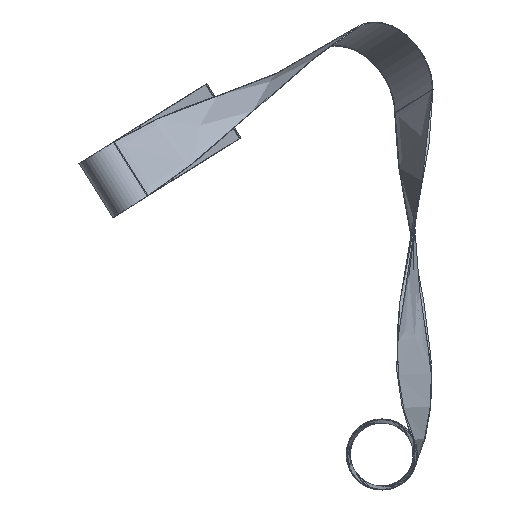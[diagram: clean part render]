
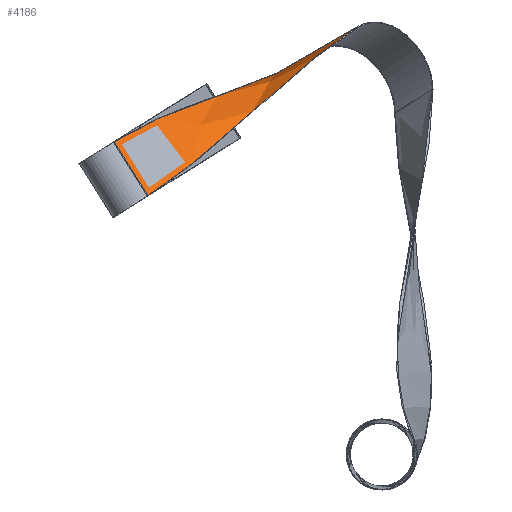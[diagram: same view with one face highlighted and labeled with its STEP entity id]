
A CAD part, left-side view. The second image highlights one B-rep face of the part: STEP entity #4186.
In plain terms, the highlighted free-form (B-spline) face has degree [3, 3] with [5, 4] control points.
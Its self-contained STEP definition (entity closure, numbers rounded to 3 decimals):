
#115 = CARTESIAN_POINT ( 'NONE',  ( 1032.076, 205.562, 378.612 ) ) ;
#137 = CARTESIAN_POINT ( 'NONE',  ( 1032.076, 247.987, 446.436 ) ) ;
#228 = VERTEX_POINT ( 'NONE', #1493 ) ;
#241 = FACE_OUTER_BOUND ( 'NONE', #544, .T. ) ;
#273 = CARTESIAN_POINT ( 'NONE',  ( 931.477, 335.427, 391.741 ) ) ;
#285 = CARTESIAN_POINT ( 'NONE',  ( 1160.114, 164.923, 451.802 ) ) ;
#301 = CARTESIAN_POINT ( 'NONE',  ( 1212.989, 38.018, 531.182 ) ) ;
#385 = ORIENTED_EDGE ( 'NONE', *, *, #1000, .T. ) ;
#420 = LINE ( 'NONE', #1907, #1724 ) ;
#544 = EDGE_LOOP ( 'NONE', ( #5116, #1895, #385, #3634 ) ) ;
#622 = CARTESIAN_POINT ( 'NONE',  ( 1203.444, 30.125, 536.119 ) ) ;
#774 = CARTESIAN_POINT ( 'NONE',  ( 931.477, 328.356, 380.437 ) ) ;
#790 = CARTESIAN_POINT ( 'NONE',  ( 1032.076, 205.562, 378.612 ) ) ;
#1000 = EDGE_CURVE ( 'NONE', #228, #4182, #420, .T. ) ;
#1257 = CARTESIAN_POINT ( 'NONE',  ( 1150.828, 156.805, 456.88 ) ) ;
#1274 = CARTESIAN_POINT ( 'NONE',  ( 1203.444, 30.125, 536.119 ) ) ;
#1493 = CARTESIAN_POINT ( 'NONE',  ( 1203.444, 30.125, 536.119 ) ) ;
#1724 = VECTOR ( 'NONE', #4818, 1000. ) ;
#1730 = CARTESIAN_POINT ( 'NONE',  ( 931.477, 335.427, 391.741 ) ) ;
#1745 = CARTESIAN_POINT ( 'NONE',  ( 931.477, 314.215, 357.829 ) ) ;
#1895 = ORIENTED_EDGE ( 'NONE', *, *, #3394, .T. ) ;
#1907 = CARTESIAN_POINT ( 'NONE',  ( 1203.444, 30.125, 536.119 ) ) ;
#2237 = CARTESIAN_POINT ( 'NONE',  ( 931.477, 314.215, 357.829 ) ) ;
#2244 = CARTESIAN_POINT ( 'NONE',  ( 1132.256, 140.57, 467.035 ) ) ;
#2432 = B_SPLINE_CURVE_WITH_KNOTS ( 'NONE', 3,
 ( #3997, #115, #3527, #622 ),
 .UNSPECIFIED., .F., .F.,
 ( 4, 4 ),
 ( 0., 1. ),
 .UNSPECIFIED. ) ;
#2722 = DIRECTION ( 'NONE',  ( 0., 0.53, 0.848 ) ) ;
#2727 = CARTESIAN_POINT ( 'NONE',  ( 931.477, 300.073, 335.221 ) ) ;
#3187 = CARTESIAN_POINT ( 'NONE',  ( 1032.076, 247.987, 446.436 ) ) ;
#3188 = VECTOR ( 'NONE', #2722, 1000. ) ;
#3209 = CARTESIAN_POINT ( 'NONE',  ( 1112.649, 125.233, 476.628 ) ) ;
#3394 = EDGE_CURVE ( 'NONE', #6212, #228, #2432, .T. ) ;
#3527 = CARTESIAN_POINT ( 'NONE',  ( 1102.845, 117.565, 481.424 ) ) ;
#3532 = EDGE_CURVE ( 'NONE', #4648, #4182, #4215, .T. ) ;
#3634 = ORIENTED_EDGE ( 'NONE', *, *, #3532, .F. ) ;
#3682 = CARTESIAN_POINT ( 'NONE',  ( 1260.713, 77.483, 506.496 ) ) ;
#3698 = CARTESIAN_POINT ( 'NONE',  ( 931.477, 293.003, 323.917 ) ) ;
#3988 = B_SPLINE_SURFACE_WITH_KNOTS ( 'NONE', 3, 3, ( 
 ( #1730, #3187, #285, #3682 ),
 ( #774, #4168, #1257, #4656 ),
 ( #1745, #5147, #2244, #5637 ),
 ( #2727, #6129, #3209, #301 ),
 ( #3698, #790, #4188, #1274 ) ),
 .UNSPECIFIED., .F., .F., .F.,
 ( 4, 1, 4 ),
 ( 4, 4 ),
 ( 0., 0.5, 1. ),
 ( 0., 1. ),
 .UNSPECIFIED. ) ;
#3997 = CARTESIAN_POINT ( 'NONE',  ( 931.477, 293.003, 323.917 ) ) ;
#4168 = CARTESIAN_POINT ( 'NONE',  ( 1031.817, 241.141, 434.991 ) ) ;
#4182 = VERTEX_POINT ( 'NONE', #4638 ) ;
#4186 = ADVANCED_FACE ( 'NONE', ( #241 ), #3988, .T. ) ;
#4188 = CARTESIAN_POINT ( 'NONE',  ( 1102.845, 117.565, 481.424 ) ) ;
#4215 = B_SPLINE_CURVE_WITH_KNOTS ( 'NONE', 3,
 ( #4997, #137, #5485, #5984 ),
 .UNSPECIFIED., .F., .F.,
 ( 4, 4 ),
 ( 0., 1. ),
 .UNSPECIFIED. ) ;
#4486 = LINE ( 'NONE', #2237, #3188 ) ;
#4638 = CARTESIAN_POINT ( 'NONE',  ( 1260.713, 77.483, 506.496 ) ) ;
#4648 = VERTEX_POINT ( 'NONE', #273 ) ;
#4656 = CARTESIAN_POINT ( 'NONE',  ( 1251.168, 69.59, 511.433 ) ) ;
#4818 = DIRECTION ( 'NONE',  ( 0.716, 0.592, -0.37 ) ) ;
#4997 = CARTESIAN_POINT ( 'NONE',  ( 931.477, 335.427, 391.741 ) ) ;
#5089 = EDGE_CURVE ( 'NONE', #6212, #4648, #4486, .T. ) ;
#5116 = ORIENTED_EDGE ( 'NONE', *, *, #5089, .F. ) ;
#5147 = CARTESIAN_POINT ( 'NONE',  ( 1031.299, 227.449, 412.102 ) ) ;
#5485 = CARTESIAN_POINT ( 'NONE',  ( 1160.114, 164.923, 451.802 ) ) ;
#5637 = CARTESIAN_POINT ( 'NONE',  ( 1232.078, 53.804, 521.308 ) ) ;
#5984 = CARTESIAN_POINT ( 'NONE',  ( 1260.713, 77.483, 506.496 ) ) ;
#6129 = CARTESIAN_POINT ( 'NONE',  ( 1031.817, 212.858, 389.775 ) ) ;
#6212 = VERTEX_POINT ( 'NONE', #6218 ) ;
#6218 = CARTESIAN_POINT ( 'NONE',  ( 931.477, 293.003, 323.917 ) ) ;
